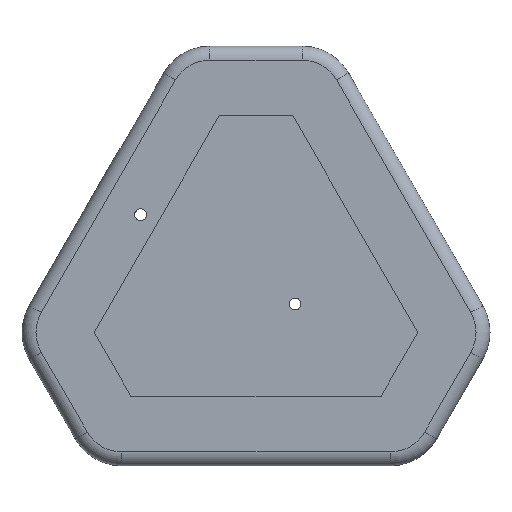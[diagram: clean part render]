
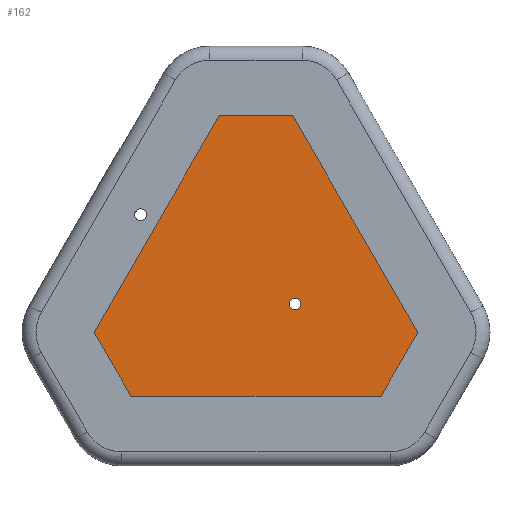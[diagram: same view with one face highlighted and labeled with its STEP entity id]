
A CAD part, front view. The second image highlights one B-rep face of the part: STEP entity #162.
In plain terms, the highlighted planar face has unit normal (0, -1, 0).
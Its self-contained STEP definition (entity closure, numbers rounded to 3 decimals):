
#9 = LINE ( 'NONE', #2418, #2135 ) ;
#93 = DIRECTION ( 'NONE',  ( 0., 0., -1. ) ) ;
#158 = CARTESIAN_POINT ( 'NONE',  ( -13.972, 0.5, 3.503 ) ) ;
#162 = ADVANCED_FACE ( 'NONE', ( #1851, #397 ), #2047, .T. ) ;
#189 = CARTESIAN_POINT ( 'NONE',  ( -32.717, 0.5, 1.406 ) ) ;
#198 = LINE ( 'NONE', #371, #2189 ) ;
#220 = DIRECTION ( 'NONE',  ( -0.5, 0., 0.866 ) ) ;
#339 = DIRECTION ( 'NONE',  ( 0., -1., 0. ) ) ;
#371 = CARTESIAN_POINT ( 'NONE',  ( -32.717, 0.5, 1.406 ) ) ;
#397 = FACE_OUTER_BOUND ( 'NONE', #1119, .T. ) ;
#441 = EDGE_CURVE ( 'NONE', #1791, #1122, #2568, .T. ) ;
#559 = CARTESIAN_POINT ( 'NONE',  ( -14.184, 0.5, 21.611 ) ) ;
#648 = ORIENTED_EDGE ( 'NONE', *, *, #1148, .F. ) ;
#711 = VERTEX_POINT ( 'NONE', #559 ) ;
#714 = LINE ( 'NONE', #1161, #3165 ) ;
#766 = VERTEX_POINT ( 'NONE', #2482 ) ;
#797 = CARTESIAN_POINT ( 'NONE',  ( -5.953, 0.5, -4.542 ) ) ;
#809 = VERTEX_POINT ( 'NONE', #158 ) ;
#859 = VECTOR ( 'NONE', #2227, 1000. ) ;
#955 = CARTESIAN_POINT ( 'NONE',  ( -2.519, 0.5, 1.406 ) ) ;
#973 = EDGE_CURVE ( 'NONE', #711, #1791, #9, .T. ) ;
#985 = ORIENTED_EDGE ( 'NONE', *, *, #973, .T. ) ;
#989 = VERTEX_POINT ( 'NONE', #955 ) ;
#1020 = ORIENTED_EDGE ( 'NONE', *, *, #2646, .T. ) ;
#1065 = EDGE_LOOP ( 'NONE', ( #648, #1257 ) ) ;
#1110 = AXIS2_PLACEMENT_3D ( 'NONE', #2577, #1555, #93 ) ;
#1119 = EDGE_LOOP ( 'NONE', ( #985, #1378, #2025, #2011, #2125, #1020 ) ) ;
#1122 = VERTEX_POINT ( 'NONE', #189 ) ;
#1127 = CARTESIAN_POINT ( 'NONE',  ( -13.972, 0.5, 4.053 ) ) ;
#1137 = DIRECTION ( 'NONE',  ( 0.5, 0., -0.866 ) ) ;
#1148 = EDGE_CURVE ( 'NONE', #809, #1692, #2691, .T. ) ;
#1156 = CARTESIAN_POINT ( 'NONE',  ( -21.052, 0.5, 21.611 ) ) ;
#1161 = CARTESIAN_POINT ( 'NONE',  ( -29.283, 0.5, -4.542 ) ) ;
#1188 = CARTESIAN_POINT ( 'NONE',  ( -21.052, 0.5, 21.611 ) ) ;
#1257 = ORIENTED_EDGE ( 'NONE', *, *, #1467, .F. ) ;
#1329 = DIRECTION ( 'NONE',  ( 0., 0., -1. ) ) ;
#1349 = DIRECTION ( 'NONE',  ( 0., -1., 0. ) ) ;
#1378 = ORIENTED_EDGE ( 'NONE', *, *, #441, .T. ) ;
#1467 = EDGE_CURVE ( 'NONE', #1692, #809, #2640, .T. ) ;
#1519 = VECTOR ( 'NONE', #220, 1000. ) ;
#1555 = DIRECTION ( 'NONE',  ( 0., -1., 0. ) ) ;
#1598 = VERTEX_POINT ( 'NONE', #2790 ) ;
#1692 = VERTEX_POINT ( 'NONE', #1793 ) ;
#1718 = LINE ( 'NONE', #797, #859 ) ;
#1791 = VERTEX_POINT ( 'NONE', #1156 ) ;
#1793 = CARTESIAN_POINT ( 'NONE',  ( -13.972, 0.5, 4.603 ) ) ;
#1823 = EDGE_CURVE ( 'NONE', #1122, #1598, #198, .T. ) ;
#1851 = FACE_BOUND ( 'NONE', #1065, .T. ) ;
#1900 = LINE ( 'NONE', #2155, #1519 ) ;
#1927 = AXIS2_PLACEMENT_3D ( 'NONE', #1127, #1349, #2315 ) ;
#1984 = AXIS2_PLACEMENT_3D ( 'NONE', #2534, #339, #1329 ) ;
#2011 = ORIENTED_EDGE ( 'NONE', *, *, #2503, .T. ) ;
#2025 = ORIENTED_EDGE ( 'NONE', *, *, #1823, .T. ) ;
#2047 = PLANE ( 'NONE',  #1110 ) ;
#2125 = ORIENTED_EDGE ( 'NONE', *, *, #3099, .T. ) ;
#2135 = VECTOR ( 'NONE', #2198, 1000. ) ;
#2140 = DIRECTION ( 'NONE',  ( 1., 0., 0. ) ) ;
#2148 = DIRECTION ( 'NONE',  ( -0.5, 0., -0.866 ) ) ;
#2155 = CARTESIAN_POINT ( 'NONE',  ( -2.519, 0.5, 1.406 ) ) ;
#2189 = VECTOR ( 'NONE', #1137, 1000. ) ;
#2198 = DIRECTION ( 'NONE',  ( -1., 0., 0. ) ) ;
#2227 = DIRECTION ( 'NONE',  ( 0.5, 0., 0.866 ) ) ;
#2236 = VECTOR ( 'NONE', #2148, 1000. ) ;
#2315 = DIRECTION ( 'NONE',  ( 0., 0., -1. ) ) ;
#2418 = CARTESIAN_POINT ( 'NONE',  ( -14.184, 0.5, 21.611 ) ) ;
#2482 = CARTESIAN_POINT ( 'NONE',  ( -5.953, 0.5, -4.542 ) ) ;
#2503 = EDGE_CURVE ( 'NONE', #1598, #766, #714, .T. ) ;
#2534 = CARTESIAN_POINT ( 'NONE',  ( -13.972, 0.5, 4.053 ) ) ;
#2568 = LINE ( 'NONE', #1188, #2236 ) ;
#2577 = CARTESIAN_POINT ( 'NONE',  ( 0., 0.5, 0. ) ) ;
#2640 = CIRCLE ( 'NONE', #1984, 0.55 ) ;
#2646 = EDGE_CURVE ( 'NONE', #989, #711, #1900, .T. ) ;
#2691 = CIRCLE ( 'NONE', #1927, 0.55 ) ;
#2790 = CARTESIAN_POINT ( 'NONE',  ( -29.283, 0.5, -4.542 ) ) ;
#3099 = EDGE_CURVE ( 'NONE', #766, #989, #1718, .T. ) ;
#3165 = VECTOR ( 'NONE', #2140, 1000. ) ;
